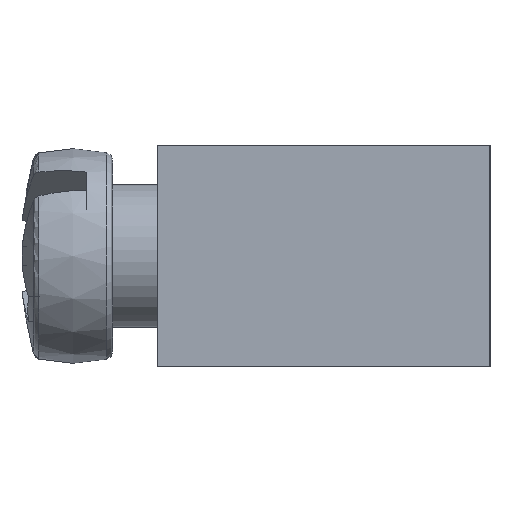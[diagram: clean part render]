
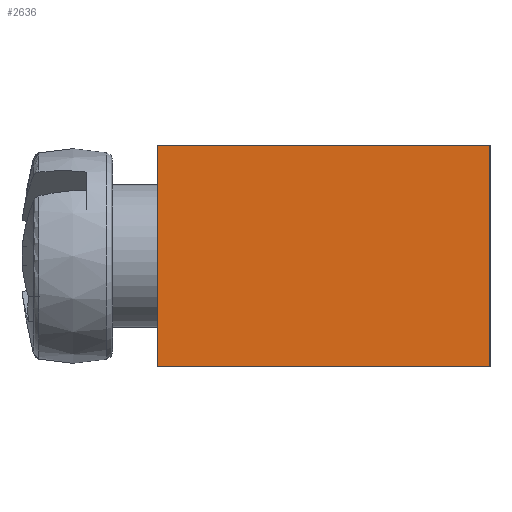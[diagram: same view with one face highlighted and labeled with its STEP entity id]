
A CAD part, left-side view. The second image highlights one B-rep face of the part: STEP entity #2636.
In plain terms, the highlighted planar face has unit normal (-1, 0, 0).
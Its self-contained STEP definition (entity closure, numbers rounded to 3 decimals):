
#151=LINE('',#4314,#185);
#153=LINE('',#4381,#187);
#158=LINE('',#5301,#192);
#159=LINE('',#5303,#193);
#185=VECTOR('',#3102,9.);
#187=VECTOR('',#3168,9.);
#192=VECTOR('',#3599,6.);
#193=VECTOR('',#3602,6.);
#220=PLANE('',#2943);
#855=FACE_OUTER_BOUND('',#1219,.T.);
#1219=EDGE_LOOP('',(#2157,#2158,#2159,#2160));
#1348=VERTEX_POINT('',#4307);
#1351=VERTEX_POINT('',#4312);
#1383=VERTEX_POINT('',#4378);
#1384=VERTEX_POINT('',#4380);
#1584=EDGE_CURVE('',#1351,#1348,#151,.T.);
#1616=EDGE_CURVE('',#1383,#1384,#153,.T.);
#1744=EDGE_CURVE('',#1384,#1351,#158,.T.);
#1745=EDGE_CURVE('',#1348,#1383,#159,.T.);
#2157=ORIENTED_EDGE('',*,*,#1744,.F.);
#2158=ORIENTED_EDGE('',*,*,#1616,.F.);
#2159=ORIENTED_EDGE('',*,*,#1745,.F.);
#2160=ORIENTED_EDGE('',*,*,#1584,.F.);
#2636=ADVANCED_FACE('',(#855),#220,.T.);
#2943=AXIS2_PLACEMENT_3D('',#5302,#3600,#3601);
#3102=DIRECTION('',(0.,1.,0.));
#3168=DIRECTION('',(0.,-1.,0.));
#3599=DIRECTION('',(0.,0.,-1.));
#3600=DIRECTION('center_axis',(-1.,0.,0.));
#3601=DIRECTION('ref_axis',(0.,-1.,0.));
#3602=DIRECTION('',(0.,0.,1.));
#4307=CARTESIAN_POINT('',(-103.5,4.5,-3.));
#4312=CARTESIAN_POINT('',(-103.5,-4.5,-3.));
#4314=CARTESIAN_POINT('',(-103.5,-4.5,-3.));
#4378=CARTESIAN_POINT('',(-103.5,4.5,3.));
#4380=CARTESIAN_POINT('',(-103.5,-4.5,3.));
#4381=CARTESIAN_POINT('',(-103.5,-4.5,3.));
#5301=CARTESIAN_POINT('',(-103.5,-4.5,0.));
#5302=CARTESIAN_POINT('Origin',(-103.5,4.5,0.));
#5303=CARTESIAN_POINT('',(-103.5,4.5,0.));
